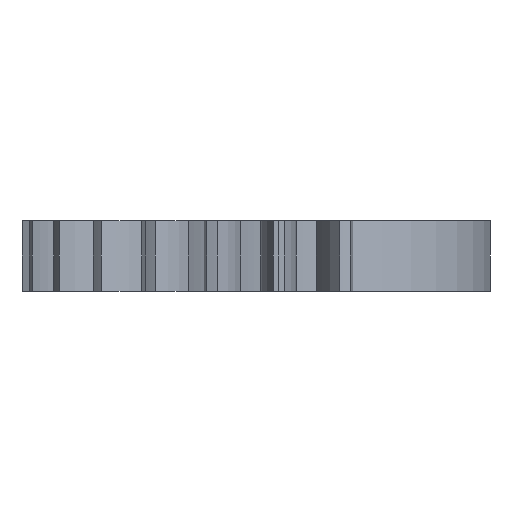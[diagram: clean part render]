
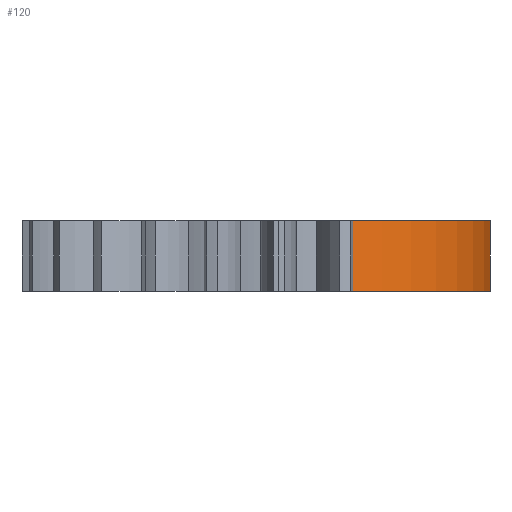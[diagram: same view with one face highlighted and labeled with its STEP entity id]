
A CAD part, left-side view. The second image highlights one B-rep face of the part: STEP entity #120.
In plain terms, the highlighted cylindrical face has radius 12.09 mm (diameter 24.18 mm), a partial arc.
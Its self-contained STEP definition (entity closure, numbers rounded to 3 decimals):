
#107 = EDGE_LOOP ( 'NONE', ( #243, #1971, #587, #1933 ) ) ;
#112 = DIRECTION ( 'NONE',  ( 0., 0., 1. ) ) ;
#120 = ADVANCED_FACE ( 'NONE', ( #1255 ), #1930, .T. ) ;
#140 = CARTESIAN_POINT ( 'NONE',  ( 11.409, -4., 4. ) ) ;
#183 = DIRECTION ( 'NONE',  ( 0., 0., -1. ) ) ;
#239 = AXIS2_PLACEMENT_3D ( 'NONE', #1834, #112, #307 ) ;
#243 = ORIENTED_EDGE ( 'NONE', *, *, #1162, .T. ) ;
#307 = DIRECTION ( 'NONE',  ( 1., 0., 0. ) ) ;
#314 = VERTEX_POINT ( 'NONE', #1892 ) ;
#381 = LINE ( 'NONE', #1739, #1100 ) ;
#405 = EDGE_CURVE ( 'NONE', #1059, #314, #381, .T. ) ;
#413 = CARTESIAN_POINT ( 'NONE',  ( 0., 0., 4. ) ) ;
#429 = EDGE_CURVE ( 'NONE', #783, #1059, #492, .T. ) ;
#492 = CIRCLE ( 'NONE', #239, 12.09 ) ;
#558 = AXIS2_PLACEMENT_3D ( 'NONE', #1594, #2126, #1923 ) ;
#587 = ORIENTED_EDGE ( 'NONE', *, *, #429, .F. ) ;
#679 = CARTESIAN_POINT ( 'NONE',  ( -11.377, -4.09, 0. ) ) ;
#783 = VERTEX_POINT ( 'NONE', #1081 ) ;
#896 = AXIS2_PLACEMENT_3D ( 'NONE', #413, #183, #2063 ) ;
#906 = DIRECTION ( 'NONE',  ( 0., 0., -1. ) ) ;
#975 = LINE ( 'NONE', #993, #1011 ) ;
#993 = CARTESIAN_POINT ( 'NONE',  ( -11.377, -4.09, 4. ) ) ;
#1011 = VECTOR ( 'NONE', #1155, 1000. ) ;
#1059 = VERTEX_POINT ( 'NONE', #140 ) ;
#1081 = CARTESIAN_POINT ( 'NONE',  ( -11.377, -4.09, 4. ) ) ;
#1097 = VERTEX_POINT ( 'NONE', #679 ) ;
#1100 = VECTOR ( 'NONE', #906, 1000. ) ;
#1155 = DIRECTION ( 'NONE',  ( 0., 0., -1. ) ) ;
#1162 = EDGE_CURVE ( 'NONE', #1097, #314, #1268, .T. ) ;
#1255 = FACE_OUTER_BOUND ( 'NONE', #107, .T. ) ;
#1268 = CIRCLE ( 'NONE', #558, 12.09 ) ;
#1594 = CARTESIAN_POINT ( 'NONE',  ( 0., 0., 0. ) ) ;
#1739 = CARTESIAN_POINT ( 'NONE',  ( 11.409, -4., 4. ) ) ;
#1834 = CARTESIAN_POINT ( 'NONE',  ( 0., 0., 4. ) ) ;
#1892 = CARTESIAN_POINT ( 'NONE',  ( 11.409, -4., 0. ) ) ;
#1923 = DIRECTION ( 'NONE',  ( 1., 0., 0. ) ) ;
#1930 = CYLINDRICAL_SURFACE ( 'NONE', #896, 12.09 ) ;
#1933 = ORIENTED_EDGE ( 'NONE', *, *, #2170, .T. ) ;
#1971 = ORIENTED_EDGE ( 'NONE', *, *, #405, .F. ) ;
#2063 = DIRECTION ( 'NONE',  ( -1., 0., 0. ) ) ;
#2126 = DIRECTION ( 'NONE',  ( 0., 0., 1. ) ) ;
#2170 = EDGE_CURVE ( 'NONE', #783, #1097, #975, .T. ) ;
